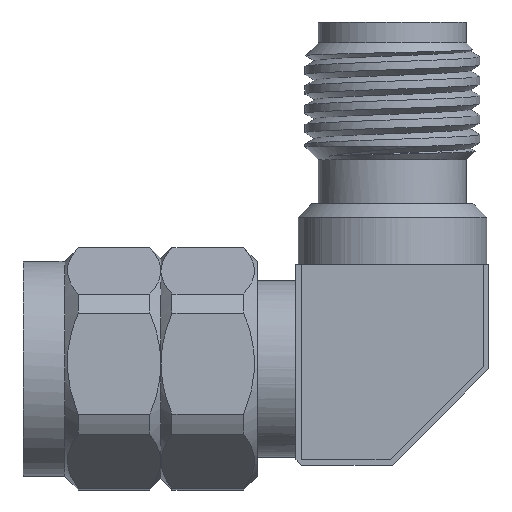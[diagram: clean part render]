
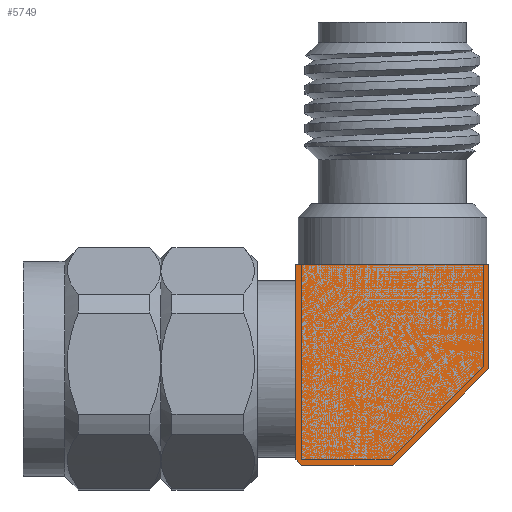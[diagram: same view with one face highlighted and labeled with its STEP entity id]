
A CAD part, front view. The second image highlights one B-rep face of the part: STEP entity #5749.
In plain terms, the highlighted planar face has unit normal (0, -1, 0).
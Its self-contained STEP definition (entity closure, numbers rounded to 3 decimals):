
#196 = EDGE_CURVE ( 'NONE', #875, #3311, #5515, .T. ) ;
#239 = CARTESIAN_POINT ( 'NONE',  ( 6.878, 1.809, 10.858 ) ) ;
#370 = CARTESIAN_POINT ( 'NONE',  ( 10.378, 1.809, 3.558 ) ) ;
#628 = LINE ( 'NONE', #7751, #5744 ) ;
#832 = VECTOR ( 'NONE', #8478, 1000. ) ;
#875 = VERTEX_POINT ( 'NONE', #370 ) ;
#922 = CARTESIAN_POINT ( 'NONE',  ( 7.078, 1.809, 3.558 ) ) ;
#951 = CARTESIAN_POINT ( 'NONE',  ( 10.378, 1.809, 3.558 ) ) ;
#1108 = VECTOR ( 'NONE', #4232, 1000. ) ;
#1169 = FACE_OUTER_BOUND ( 'NONE', #3510, .T. ) ;
#1296 = DIRECTION ( 'NONE',  ( 0., -1., 0. ) ) ;
#1311 = VERTEX_POINT ( 'NONE', #922 ) ;
#1379 = VECTOR ( 'NONE', #6141, 1000. ) ;
#1544 = EDGE_CURVE ( 'NONE', #1311, #875, #3336, .T. ) ;
#1898 = VERTEX_POINT ( 'NONE', #239 ) ;
#2166 = EDGE_CURVE ( 'NONE', #3876, #1311, #5353, .T. ) ;
#2706 = ORIENTED_EDGE ( 'NONE', *, *, #196, .T. ) ;
#2829 = LINE ( 'NONE', #4741, #3936 ) ;
#3301 = DIRECTION ( 'NONE',  ( 0., 0., -1. ) ) ;
#3311 = VERTEX_POINT ( 'NONE', #6728 ) ;
#3336 = LINE ( 'NONE', #5836, #832 ) ;
#3406 = CARTESIAN_POINT ( 'NONE',  ( 13.878, 1.809, 7.058 ) ) ;
#3510 = EDGE_LOOP ( 'NONE', ( #4978, #7550, #7430, #4646, #2706, #5246 ) ) ;
#3609 = VERTEX_POINT ( 'NONE', #6707 ) ;
#3670 = VECTOR ( 'NONE', #6037, 1000. ) ;
#3764 = DIRECTION ( 'NONE',  ( 0., 0., -1. ) ) ;
#3822 = CARTESIAN_POINT ( 'NONE',  ( 6.878, 1.809, 3.758 ) ) ;
#3876 = VERTEX_POINT ( 'NONE', #3822 ) ;
#3936 = VECTOR ( 'NONE', #3301, 1000. ) ;
#4160 = CARTESIAN_POINT ( 'NONE',  ( 6.978, 1.809, 3.658 ) ) ;
#4232 = DIRECTION ( 'NONE',  ( 0.707, 0., 0.707 ) ) ;
#4513 = EDGE_CURVE ( 'NONE', #1898, #3876, #2829, .T. ) ;
#4646 = ORIENTED_EDGE ( 'NONE', *, *, #1544, .T. ) ;
#4741 = CARTESIAN_POINT ( 'NONE',  ( 6.878, 1.809, 10.858 ) ) ;
#4890 = EDGE_CURVE ( 'NONE', #3311, #3609, #6682, .T. ) ;
#4978 = ORIENTED_EDGE ( 'NONE', *, *, #6418, .T. ) ;
#5246 = ORIENTED_EDGE ( 'NONE', *, *, #4890, .T. ) ;
#5353 = LINE ( 'NONE', #4160, #1379 ) ;
#5515 = LINE ( 'NONE', #951, #1108 ) ;
#5744 = VECTOR ( 'NONE', #7841, 1000. ) ;
#5749 = ADVANCED_FACE ( 'NONE', ( #1169 ), #7738, .T. ) ;
#5836 = CARTESIAN_POINT ( 'NONE',  ( 7.078, 1.809, 3.558 ) ) ;
#6037 = DIRECTION ( 'NONE',  ( 0., 0., 1. ) ) ;
#6141 = DIRECTION ( 'NONE',  ( 0.707, 0., -0.707 ) ) ;
#6418 = EDGE_CURVE ( 'NONE', #3609, #1898, #628, .T. ) ;
#6682 = LINE ( 'NONE', #3406, #3670 ) ;
#6707 = CARTESIAN_POINT ( 'NONE',  ( 13.878, 1.809, 10.858 ) ) ;
#6728 = CARTESIAN_POINT ( 'NONE',  ( 13.878, 1.809, 7.058 ) ) ;
#7430 = ORIENTED_EDGE ( 'NONE', *, *, #2166, .T. ) ;
#7550 = ORIENTED_EDGE ( 'NONE', *, *, #4513, .T. ) ;
#7738 = PLANE ( 'NONE',  #8360 ) ;
#7751 = CARTESIAN_POINT ( 'NONE',  ( 13.878, 1.809, 10.858 ) ) ;
#7841 = DIRECTION ( 'NONE',  ( -1., 0., 0. ) ) ;
#8360 = AXIS2_PLACEMENT_3D ( 'NONE', #8477, #1296, #3764 ) ;
#8477 = CARTESIAN_POINT ( 'NONE',  ( 0., 1.809, 0. ) ) ;
#8478 = DIRECTION ( 'NONE',  ( 1., 0., 0. ) ) ;
